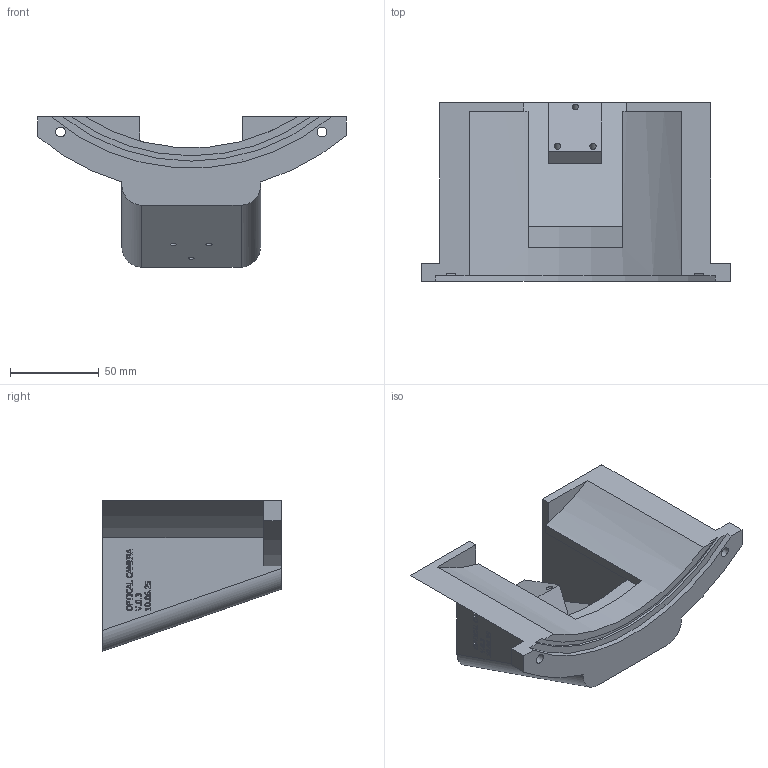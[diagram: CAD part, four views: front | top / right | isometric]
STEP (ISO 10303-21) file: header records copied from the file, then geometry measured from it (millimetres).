
FILE_DESCRIPTION(/* description */ (''),/* implementation_level */ '2;1');
FILE_NAME(/* name */ 'Camera Mount Angle Test.stp',/* time_stamp */ '2025-11-18T16:35:02-05:00',/* author */ ('mumin'),/* organization */ (''),/* preprocessor_version */ 'ST-DEVELOPER v20.1',/* originating_system */ 'Autodesk Inventor 2026',/* authorisation */ '');
FILE_SCHEMA (('AUTOMOTIVE_DESIGN { 1 0 10303 214 3 1 1 }'));
Length unit declared in the file: millimetre
Products named in the file (1): Cylinder Slidey Bit Housing Camera only v0.2.11
Bounding box: 173.51 x 100.5 x 84.49 mm (x, y, z)
Volume: 337323.8 mm3; surface area: 64821.8 mm2
Topology: 1 solids, 1 shells, 418 faces, 1138 edges, 757 vertices
Faces by surface type: plane 239, bspline 160, cylinder 19
Full cylindrical faces by diameter (mm): 3.5 x3, 5.5 x2
Entity records: 13982 total; most frequent: CARTESIAN_POINT 4394, ORIENTED_EDGE 2276, DIRECTION 1378, EDGE_CURVE 1138, LINE 776, VECTOR 776, VERTEX_POINT 757, EDGE_LOOP 465
